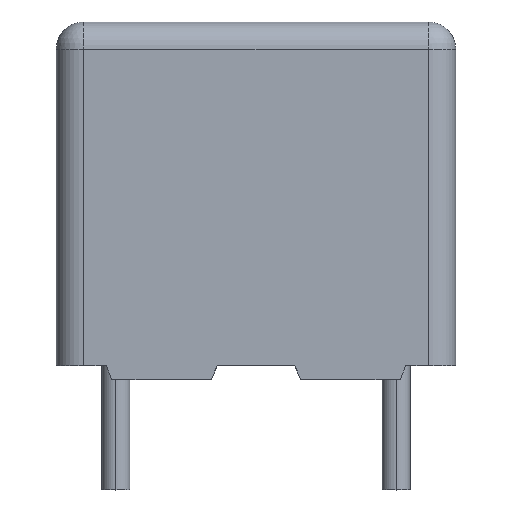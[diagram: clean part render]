
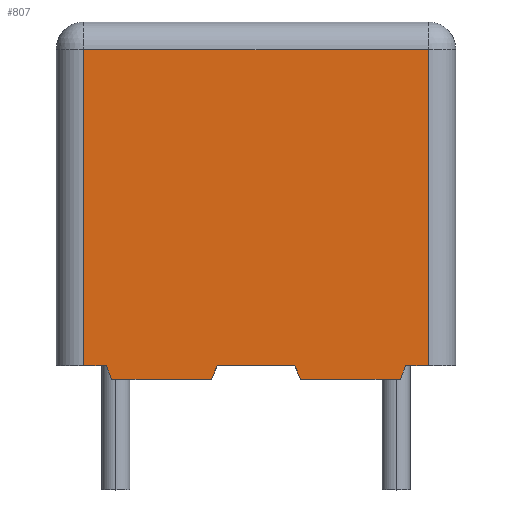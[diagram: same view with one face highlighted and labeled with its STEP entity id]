
A CAD part, top view. The second image highlights one B-rep face of the part: STEP entity #807.
In plain terms, the highlighted planar face has unit normal (0, 0, 1).
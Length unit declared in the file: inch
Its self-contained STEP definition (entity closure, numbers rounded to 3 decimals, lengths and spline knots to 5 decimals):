
#203=VECTOR('',#964,1.);
#211=VECTOR('',#974,1.);
#220=VECTOR('',#986,1.);
#221=VECTOR('',#987,1.);
#222=VECTOR('',#988,1.);
#223=VECTOR('',#989,1.);
#224=VECTOR('',#990,1.);
#225=VECTOR('',#991,1.);
#226=VECTOR('',#992,1.);
#227=VECTOR('',#993,1.);
#228=VECTOR('',#994,1.);
#229=VECTOR('',#995,1.);
#275=LINE('',#1170,#203);
#283=LINE('',#1188,#211);
#292=LINE('',#1208,#220);
#293=LINE('',#1211,#221);
#294=LINE('',#1213,#222);
#295=LINE('',#1215,#223);
#296=LINE('',#1217,#224);
#297=LINE('',#1219,#225);
#298=LINE('',#1220,#226);
#299=LINE('',#1222,#227);
#300=LINE('',#1224,#228);
#301=LINE('',#1225,#229);
#357=VERTEX_POINT('',#1165);
#359=VERTEX_POINT('',#1169);
#365=VERTEX_POINT('',#1183);
#367=VERTEX_POINT('',#1187);
#376=VERTEX_POINT('',#1209);
#377=VERTEX_POINT('',#1210);
#378=VERTEX_POINT('',#1212);
#379=VERTEX_POINT('',#1214);
#380=VERTEX_POINT('',#1216);
#381=VERTEX_POINT('',#1218);
#382=VERTEX_POINT('',#1221);
#383=VERTEX_POINT('',#1223);
#451=EDGE_CURVE('',#357,#359,#275,.T.);
#459=EDGE_CURVE('',#365,#367,#283,.T.);
#468=EDGE_CURVE('',#376,#377,#292,.T.);
#469=EDGE_CURVE('',#376,#378,#293,.F.);
#470=EDGE_CURVE('',#378,#379,#294,.F.);
#471=EDGE_CURVE('',#379,#380,#295,.F.);
#472=EDGE_CURVE('',#381,#380,#296,.T.);
#473=EDGE_CURVE('',#357,#381,#297,.T.);
#474=EDGE_CURVE('',#382,#359,#298,.T.);
#475=EDGE_CURVE('',#383,#382,#299,.T.);
#476=EDGE_CURVE('',#365,#383,#300,.T.);
#477=EDGE_CURVE('',#377,#367,#301,.T.);
#580=ORIENTED_EDGE('',*,*,#468,.F.);
#581=ORIENTED_EDGE('',*,*,#469,.T.);
#582=ORIENTED_EDGE('',*,*,#470,.T.);
#583=ORIENTED_EDGE('',*,*,#471,.T.);
#584=ORIENTED_EDGE('',*,*,#472,.F.);
#585=ORIENTED_EDGE('',*,*,#473,.F.);
#586=ORIENTED_EDGE('',*,*,#451,.T.);
#587=ORIENTED_EDGE('',*,*,#474,.F.);
#588=ORIENTED_EDGE('',*,*,#475,.F.);
#589=ORIENTED_EDGE('',*,*,#476,.F.);
#590=ORIENTED_EDGE('',*,*,#459,.T.);
#591=ORIENTED_EDGE('',*,*,#477,.F.);
#723=EDGE_LOOP('',(#580,#581,#582,#583,#584,#585,#586,#587,#588,#589,#590,
#591));
#765=FACE_BOUND('',#723,.T.);
#807=ADVANCED_FACE('',(#765),#1311,.T.);
#857=AXIS2_PLACEMENT_3D('',#1207,#985,$);
#964=DIRECTION('',(1.,0.,0.));
#974=DIRECTION('',(1.,0.,0.));
#985=DIRECTION('',(0.,0.,1.));
#986=DIRECTION('',(-1.,0.,0.));
#987=DIRECTION('',(0.,-1.,0.));
#988=DIRECTION('',(1.,0.,0.));
#989=DIRECTION('',(0.,1.,0.));
#990=DIRECTION('',(-1.,0.,0.));
#991=DIRECTION('',(-0.383,0.924,0.));
#992=DIRECTION('',(-0.383,-0.924,0.));
#993=DIRECTION('',(-1.,0.,0.));
#994=DIRECTION('',(-0.383,0.924,0.));
#995=DIRECTION('',(-0.383,-0.924,0.));
#1165=CARTESIAN_POINT('',(-0.1028,0.,0.05));
#1169=CARTESIAN_POINT('',(-0.03183,0.,0.05));
#1170=CARTESIAN_POINT('',(-0.1425,0.,0.05));
#1183=CARTESIAN_POINT('',(0.03183,0.,0.05));
#1187=CARTESIAN_POINT('',(0.1028,0.,0.05));
#1188=CARTESIAN_POINT('',(-0.1425,0.,0.05));
#1207=CARTESIAN_POINT('',(-0.1425,0.,0.05));
#1208=CARTESIAN_POINT('',(-0.1425,0.00984,0.05));
#1209=CARTESIAN_POINT('',(0.12281,0.00984,0.05));
#1210=CARTESIAN_POINT('',(0.10687,0.00984,0.05));
#1211=CARTESIAN_POINT('',(0.12281,0.,0.05));
#1212=CARTESIAN_POINT('',(0.12281,0.23531,0.05));
#1213=CARTESIAN_POINT('',(-0.1425,0.23531,0.05));
#1214=CARTESIAN_POINT('',(-0.12281,0.23531,0.05));
#1215=CARTESIAN_POINT('',(-0.12281,0.,0.05));
#1216=CARTESIAN_POINT('',(-0.12281,0.00984,0.05));
#1217=CARTESIAN_POINT('',(-0.1425,0.00984,0.05));
#1218=CARTESIAN_POINT('',(-0.10687,0.00984,0.05));
#1219=CARTESIAN_POINT('',(-0.10774,0.01194,0.05));
#1220=CARTESIAN_POINT('',(-0.03789,-0.01464,0.05));
#1221=CARTESIAN_POINT('',(-0.02775,0.00984,0.05));
#1222=CARTESIAN_POINT('',(-0.1425,0.00984,0.05));
#1223=CARTESIAN_POINT('',(0.02775,0.00984,0.05));
#1224=CARTESIAN_POINT('',(0.01703,0.03574,0.05));
#1225=CARTESIAN_POINT('',(0.08687,-0.03844,0.05));
#1311=PLANE('',#857);
